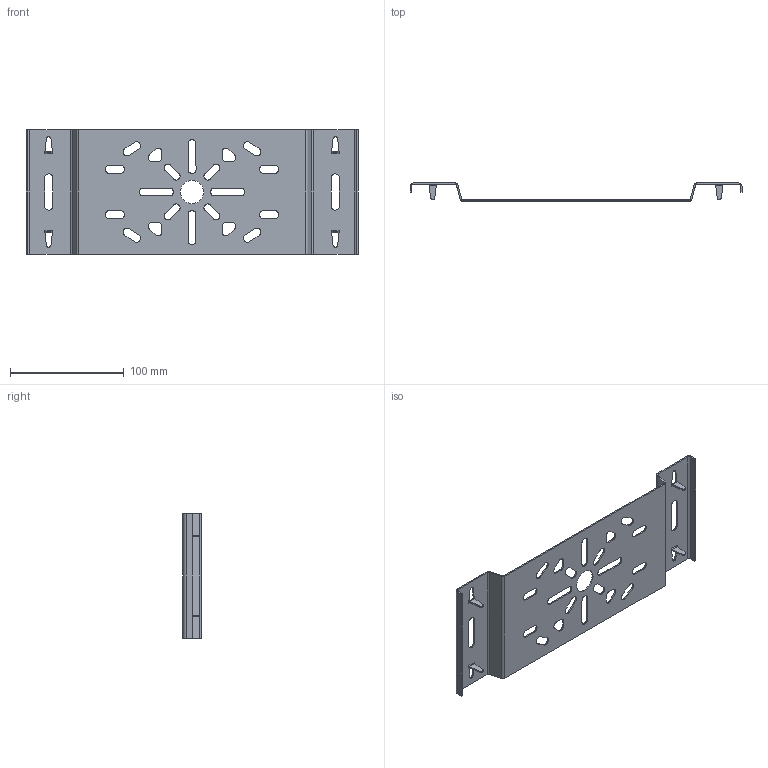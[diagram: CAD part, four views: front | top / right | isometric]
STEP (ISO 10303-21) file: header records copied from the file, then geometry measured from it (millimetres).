
FILE_DESCRIPTION (( 'STEP AP203' ), '1' );
FILE_NAME ('Ïëàñòèíà ãîðèçîíòàëüíàÿ ìîíòàæíàÿ_LP4000.STEP', '2012-12-19T09:02:55', ( 'Àñååâ' ), ( '' ), 'SwSTEP 2.0', 'SolidWorks 2012', '' );
FILE_SCHEMA (( 'CONFIG_CONTROL_DESIGN' ));
Length unit declared in the file: millimetre
Products named in the file (1): Ïëàñòèíà ãîðèçîíòàëüíàÿ  ìîíòàæíàÿ_LP4000
Bounding box: 292.4 x 16 x 110 mm (x, y, z)
Volume: 38943.1 mm3; surface area: 67628.8 mm2
Topology: 1 solids, 1 shells, 215 faces, 560 edges, 347 vertices
Faces by surface type: plane 130, cylinder 77, bspline 8
Full cylindrical faces by diameter (mm): 20.5 x1
Entity records: 6891 total; most frequent: CARTESIAN_POINT 1448, ORIENTED_EDGE 1116, DIRECTION 1080, EDGE_CURVE 558, LINE 388, VECTOR 388, VERTEX_POINT 346, AXIS2_PLACEMENT_3D 346
